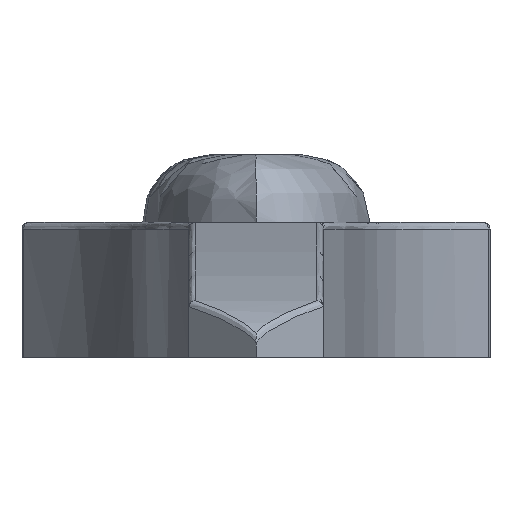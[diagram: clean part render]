
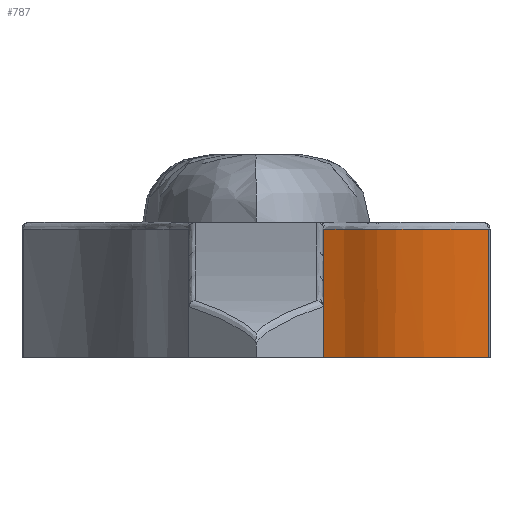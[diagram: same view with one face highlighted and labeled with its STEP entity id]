
A CAD part, left-side view. The second image highlights one B-rep face of the part: STEP entity #787.
In plain terms, the highlighted free-form (B-spline) face has degree [5, 1] with [20, 2] control points.
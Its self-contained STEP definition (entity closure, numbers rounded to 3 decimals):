
#20=(
BOUNDED_CURVE()
B_SPLINE_CURVE(5,(#1791,#1792,#1793,#1794,#1795,#1796,#1797,#1798,#1799,
#1800,#1801,#1802,#1803,#1804,#1805,#1806,#1807,#1808,#1809,#1810),
 .UNSPECIFIED.,.F.,.F.)
B_SPLINE_CURVE_WITH_KNOTS((6,1,1,1,1,1,1,1,1,1,1,1,1,1,1,6),(0.,0.067,
0.133,0.2,0.267,0.333,0.4,0.467,
0.533,0.6,0.667,0.733,0.8,0.867,
0.933,0.994),.UNSPECIFIED.)
CURVE()
GEOMETRIC_REPRESENTATION_ITEM()
RATIONAL_B_SPLINE_CURVE((1.,1.,1.,1.,1.,1.,1.,1.,1.,1.,1.,1.,1.,1.,1.,1.,
1.,1.,1.,1.))
REPRESENTATION_ITEM('')
);
#24=(
BOUNDED_SURFACE()
B_SPLINE_SURFACE(5,1,((#1749,#1750),(#1751,#1752),(#1753,#1754),(#1755,
#1756),(#1757,#1758),(#1759,#1760),(#1761,#1762),(#1763,#1764),(#1765,#1766),
(#1767,#1768),(#1769,#1770),(#1771,#1772),(#1773,#1774),(#1775,#1776),(#1777,
#1778),(#1779,#1780),(#1781,#1782),(#1783,#1784),(#1785,#1786),(#1787,#1788)),
 .UNSPECIFIED.,.F.,.F.,.F.)
B_SPLINE_SURFACE_WITH_KNOTS((6,1,1,1,1,1,1,1,1,1,1,1,1,1,1,6),(2,2),(0.,
0.067,0.133,0.2,0.267,0.333,
0.4,0.467,0.533,0.6,0.667,0.733,
0.8,0.867,0.933,1.),(0.,2.),.UNSPECIFIED.)
GEOMETRIC_REPRESENTATION_ITEM()
RATIONAL_B_SPLINE_SURFACE(((1.,1.),(1.,1.),(1.,1.),(1.,1.),(1.,1.),(1.,
1.),(1.,1.),(1.,1.),(1.,1.),(1.,1.),(1.,1.),(1.,1.),(1.,1.),(1.,1.),(1.,
1.),(1.,1.),(1.,1.),(1.,1.),(1.,1.),(1.,1.)))
REPRESENTATION_ITEM('')
SURFACE()
);
#67=LINE('',#1790,#118);
#118=VECTOR('',#974,10.);
#176=B_SPLINE_CURVE_WITH_KNOTS('',3,(#1411,#1412,#1413,#1414),
 .UNSPECIFIED.,.F.,.F.,(4,4),(-1.9,0.),.UNSPECIFIED.);
#182=B_SPLINE_CURVE_WITH_KNOTS('',3,(#1599,#1600,#1601,#1602,#1603,#1604,
#1605,#1606,#1607,#1608,#1609,#1610),.UNSPECIFIED.,.F.,.F.,(4,2,1,1,1,1,
1,1,4),(0.,0.,0.552,1.103,3.31,
4.413,5.516,6.619,7.723),
 .UNSPECIFIED.);
#226=FACE_OUTER_BOUND('',#278,.T.);
#278=EDGE_LOOP('',(#615,#616,#617,#618));
#364=VERTEX_POINT('',#1379);
#367=VERTEX_POINT('',#1401);
#370=VERTEX_POINT('',#1459);
#381=VERTEX_POINT('',#1789);
#449=EDGE_CURVE('',#364,#367,#176,.T.);
#457=EDGE_CURVE('',#370,#364,#182,.T.);
#472=EDGE_CURVE('',#381,#370,#67,.T.);
#473=EDGE_CURVE('',#381,#367,#20,.T.);
#615=ORIENTED_EDGE('',*,*,#449,.F.);
#616=ORIENTED_EDGE('',*,*,#457,.F.);
#617=ORIENTED_EDGE('',*,*,#472,.F.);
#618=ORIENTED_EDGE('',*,*,#473,.T.);
#787=ADVANCED_FACE('',(#226),#24,.T.);
#974=DIRECTION('',(0.,0.,1.));
#1379=CARTESIAN_POINT('',(51.091,-34.413,19.));
#1401=CARTESIAN_POINT('',(51.091,-34.413,0.));
#1411=CARTESIAN_POINT('Ctrl Pts',(51.091,-34.413,19.));
#1412=CARTESIAN_POINT('Ctrl Pts',(51.091,-34.413,12.667));
#1413=CARTESIAN_POINT('Ctrl Pts',(51.091,-34.413,6.333));
#1414=CARTESIAN_POINT('Ctrl Pts',(51.091,-34.413,0.));
#1459=CARTESIAN_POINT('',(-20.,-10.,18.994));
#1599=CARTESIAN_POINT('Ctrl Pts',(-20.,-10.,19.));
#1600=CARTESIAN_POINT('Ctrl Pts',(-19.999,-10.,19.));
#1601=CARTESIAN_POINT('Ctrl Pts',(-19.999,-10.001,19.));
#1602=CARTESIAN_POINT('Ctrl Pts',(-18.241,-10.656,19.));
#1603=CARTESIAN_POINT('Ctrl Pts',(-14.683,-11.772,19.));
#1604=CARTESIAN_POINT('Ctrl Pts',(-3.748,-14.318,19.));
#1605=CARTESIAN_POINT('Ctrl Pts',(9.137,-15.086,19.));
#1606=CARTESIAN_POINT('Ctrl Pts',(23.5,-17.525,19.));
#1607=CARTESIAN_POINT('Ctrl Pts',(33.745,-21.222,19.));
#1608=CARTESIAN_POINT('Ctrl Pts',(42.855,-27.155,19.));
#1609=CARTESIAN_POINT('Ctrl Pts',(48.368,-31.963,19.));
#1610=CARTESIAN_POINT('Ctrl Pts',(51.091,-34.413,19.));
#1749=CARTESIAN_POINT('Ctrl Pts',(-20.,-10.,0.));
#1750=CARTESIAN_POINT('Ctrl Pts',(-20.,-10.,20.));
#1751=CARTESIAN_POINT('Ctrl Pts',(-19.422,-10.216,0.));
#1752=CARTESIAN_POINT('Ctrl Pts',(-19.422,-10.216,20.));
#1753=CARTESIAN_POINT('Ctrl Pts',(-18.211,-10.646,0.));
#1754=CARTESIAN_POINT('Ctrl Pts',(-18.211,-10.646,20.));
#1755=CARTESIAN_POINT('Ctrl Pts',(-16.228,-11.291,0.));
#1756=CARTESIAN_POINT('Ctrl Pts',(-16.228,-11.291,20.));
#1757=CARTESIAN_POINT('Ctrl Pts',(-13.249,-12.135,0.));
#1758=CARTESIAN_POINT('Ctrl Pts',(-13.249,-12.135,20.));
#1759=CARTESIAN_POINT('Ctrl Pts',(-8.952,-13.096,0.));
#1760=CARTESIAN_POINT('Ctrl Pts',(-8.952,-13.096,20.));
#1761=CARTESIAN_POINT('Ctrl Pts',(-4.09,-13.908,0.));
#1762=CARTESIAN_POINT('Ctrl Pts',(-4.09,-13.908,20.));
#1763=CARTESIAN_POINT('Ctrl Pts',(1.29,-14.561,0.));
#1764=CARTESIAN_POINT('Ctrl Pts',(1.29,-14.561,20.));
#1765=CARTESIAN_POINT('Ctrl Pts',(7.066,-15.143,0.));
#1766=CARTESIAN_POINT('Ctrl Pts',(7.066,-15.143,20.));
#1767=CARTESIAN_POINT('Ctrl Pts',(13.064,-15.81,0.));
#1768=CARTESIAN_POINT('Ctrl Pts',(13.064,-15.81,20.));
#1769=CARTESIAN_POINT('Ctrl Pts',(19.088,-16.74,0.));
#1770=CARTESIAN_POINT('Ctrl Pts',(19.088,-16.74,20.));
#1771=CARTESIAN_POINT('Ctrl Pts',(24.945,-18.101,0.));
#1772=CARTESIAN_POINT('Ctrl Pts',(24.945,-18.101,20.));
#1773=CARTESIAN_POINT('Ctrl Pts',(30.468,-20.007,0.));
#1774=CARTESIAN_POINT('Ctrl Pts',(30.468,-20.007,20.));
#1775=CARTESIAN_POINT('Ctrl Pts',(35.547,-22.472,0.));
#1776=CARTESIAN_POINT('Ctrl Pts',(35.547,-22.472,20.));
#1777=CARTESIAN_POINT('Ctrl Pts',(40.153,-25.376,0.));
#1778=CARTESIAN_POINT('Ctrl Pts',(40.153,-25.376,20.));
#1779=CARTESIAN_POINT('Ctrl Pts',(44.309,-28.521,0.));
#1780=CARTESIAN_POINT('Ctrl Pts',(44.309,-28.521,20.));
#1781=CARTESIAN_POINT('Ctrl Pts',(47.311,-31.06,0.));
#1782=CARTESIAN_POINT('Ctrl Pts',(47.311,-31.06,20.));
#1783=CARTESIAN_POINT('Ctrl Pts',(49.403,-32.899,0.));
#1784=CARTESIAN_POINT('Ctrl Pts',(49.403,-32.899,20.));
#1785=CARTESIAN_POINT('Ctrl Pts',(50.729,-34.086,0.));
#1786=CARTESIAN_POINT('Ctrl Pts',(50.729,-34.086,20.));
#1787=CARTESIAN_POINT('Ctrl Pts',(51.375,-34.669,0.));
#1788=CARTESIAN_POINT('Ctrl Pts',(51.375,-34.669,20.));
#1789=CARTESIAN_POINT('',(-20.,-10.,0.));
#1790=CARTESIAN_POINT('',(-20.,-10.,0.));
#1791=CARTESIAN_POINT('Ctrl Pts',(-20.,-10.,0.));
#1792=CARTESIAN_POINT('Ctrl Pts',(-19.422,-10.216,0.));
#1793=CARTESIAN_POINT('Ctrl Pts',(-18.211,-10.646,0.));
#1794=CARTESIAN_POINT('Ctrl Pts',(-16.228,-11.291,0.));
#1795=CARTESIAN_POINT('Ctrl Pts',(-13.249,-12.135,0.));
#1796=CARTESIAN_POINT('Ctrl Pts',(-8.952,-13.096,0.));
#1797=CARTESIAN_POINT('Ctrl Pts',(-4.09,-13.908,0.));
#1798=CARTESIAN_POINT('Ctrl Pts',(1.29,-14.561,0.));
#1799=CARTESIAN_POINT('Ctrl Pts',(7.066,-15.143,0.));
#1800=CARTESIAN_POINT('Ctrl Pts',(13.064,-15.81,0.));
#1801=CARTESIAN_POINT('Ctrl Pts',(19.088,-16.74,0.));
#1802=CARTESIAN_POINT('Ctrl Pts',(24.945,-18.101,0.));
#1803=CARTESIAN_POINT('Ctrl Pts',(30.468,-20.007,0.));
#1804=CARTESIAN_POINT('Ctrl Pts',(35.547,-22.472,0.));
#1805=CARTESIAN_POINT('Ctrl Pts',(40.153,-25.376,0.));
#1806=CARTESIAN_POINT('Ctrl Pts',(44.236,-28.466,0.));
#1807=CARTESIAN_POINT('Ctrl Pts',(47.179,-30.949,0.));
#1808=CARTESIAN_POINT('Ctrl Pts',(49.219,-32.738,0.));
#1809=CARTESIAN_POINT('Ctrl Pts',(50.496,-33.877,0.));
#1810=CARTESIAN_POINT('Ctrl Pts',(51.091,-34.413,0.));
